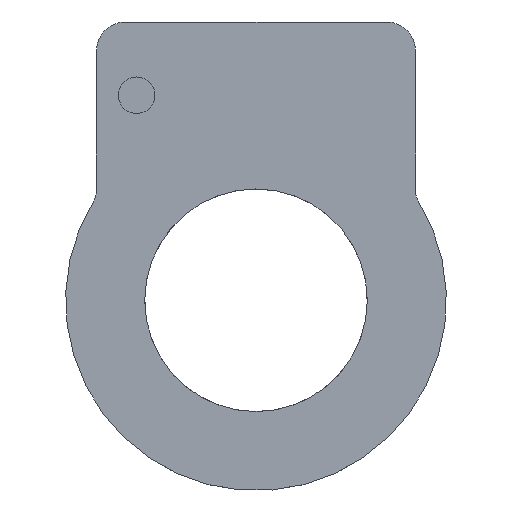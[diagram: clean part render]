
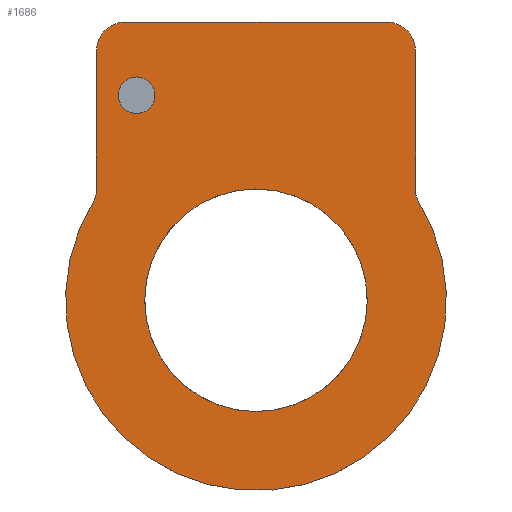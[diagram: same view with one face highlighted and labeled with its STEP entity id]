
A CAD part, front view. The second image highlights one B-rep face of the part: STEP entity #1686.
In plain terms, the highlighted planar face has unit normal (0, -1, 0).
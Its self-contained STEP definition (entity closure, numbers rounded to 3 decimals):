
#36=CARTESIAN_POINT('',(-10.9,0.,17.));
#37=CARTESIAN_POINT('',(-10.9,0.,17.167));
#38=CARTESIAN_POINT('',(-10.861,0.,17.461));
#39=CARTESIAN_POINT('',(-10.689,0.,17.955));
#40=CARTESIAN_POINT('',(-10.342,0.,18.442));
#41=CARTESIAN_POINT('',(-9.855,0.,18.789));
#42=CARTESIAN_POINT('',(-9.361,0.,18.961));
#43=CARTESIAN_POINT('',(-9.067,0.,19.));
#44=CARTESIAN_POINT('',(-8.9,0.,19.));
#46=CARTESIAN_POINT('',(8.9,0.,19.));
#47=CARTESIAN_POINT('',(9.067,0.,19.));
#48=CARTESIAN_POINT('',(9.361,0.,18.961));
#49=CARTESIAN_POINT('',(9.855,0.,18.789));
#50=CARTESIAN_POINT('',(10.342,0.,18.442));
#51=CARTESIAN_POINT('',(10.689,0.,17.955));
#52=CARTESIAN_POINT('',(10.861,0.,17.461));
#53=CARTESIAN_POINT('',(10.9,0.,17.167));
#54=CARTESIAN_POINT('',(10.9,0.,17.));
#56=CARTESIAN_POINT('',(10.9,0.,7.375));
#57=CARTESIAN_POINT('',(10.9,0.,7.313));
#58=CARTESIAN_POINT('',(10.911,0.,7.19));
#59=CARTESIAN_POINT('',(10.962,0.,7.011));
#60=CARTESIAN_POINT('',(11.017,0.,6.901));
#61=CARTESIAN_POINT('',(11.05,0.,6.848));
#63=CARTESIAN_POINT('',(0.,0.,0.));
#64=DIRECTION('',(0.,1.,0.));
#65=DIRECTION('',(0.85,0.,0.527));
#66=AXIS2_PLACEMENT_3D('',#63,#64,#65);
#68=CARTESIAN_POINT('',(-11.05,0.,6.848));
#69=CARTESIAN_POINT('',(-11.017,0.,6.901));
#70=CARTESIAN_POINT('',(-10.962,0.,7.012));
#71=CARTESIAN_POINT('',(-10.911,0.,7.192));
#72=CARTESIAN_POINT('',(-10.9,0.,7.314));
#73=CARTESIAN_POINT('',(-10.9,0.,7.375));
#75=DIRECTION('',(0.,0.,1.));
#76=VECTOR('',#75,9.625);
#77=CARTESIAN_POINT('',(-10.9,0.,7.375));
#78=LINE('',#77,#76);
#79=CARTESIAN_POINT('',(0.,0.,0.));
#80=DIRECTION('',(0.,1.,0.));
#81=DIRECTION('',(1.,0.,0.));
#82=AXIS2_PLACEMENT_3D('',#79,#80,#81);
#84=CARTESIAN_POINT('',(0.,0.,0.));
#85=DIRECTION('',(0.,1.,0.));
#86=DIRECTION('',(-1.,0.,0.));
#87=AXIS2_PLACEMENT_3D('',#84,#85,#86);
#89=CARTESIAN_POINT('',(-8.15,0.,14.));
#90=DIRECTION('',(0.,-1.,0.));
#91=DIRECTION('',(1.,0.,0.));
#92=AXIS2_PLACEMENT_3D('',#89,#90,#91);
#94=CARTESIAN_POINT('',(-8.15,0.,14.));
#95=DIRECTION('',(0.,-1.,0.));
#96=DIRECTION('',(-1.,0.,0.));
#97=AXIS2_PLACEMENT_3D('',#94,#95,#96);
#280=DIRECTION('',(0.,0.,1.));
#281=VECTOR('',#280,9.625);
#282=CARTESIAN_POINT('',(10.9,0.,7.375));
#283=LINE('',#282,#281);
#439=DIRECTION('',(-1.,0.,0.));
#440=VECTOR('',#439,17.8);
#441=CARTESIAN_POINT('',(8.9,0.,19.));
#442=LINE('',#441,#440);
#1338=VERTEX_POINT('',#36);
#1339=VERTEX_POINT('',#44);
#1340=CARTESIAN_POINT('',(8.9,0.,19.));
#1341=VERTEX_POINT('',#1340);
#1342=VERTEX_POINT('',#54);
#1343=CARTESIAN_POINT('',(10.9,0.,
7.375));
#1344=VERTEX_POINT('',#1343);
#1345=VERTEX_POINT('',#61);
#1346=VERTEX_POINT('',#68);
#1347=VERTEX_POINT('',#73);
#1615=CARTESIAN_POINT('',(-6.9,0.,14.));
#1616=CARTESIAN_POINT('',(-9.4,0.,14.));
#1617=VERTEX_POINT('',#1615);
#1618=VERTEX_POINT('',#1616);
#1619=CARTESIAN_POINT('',(7.6,0.,0.));
#1620=CARTESIAN_POINT('',(-7.6,0.,0.));
#1621=VERTEX_POINT('',#1619);
#1622=VERTEX_POINT('',#1620);
#1651=CARTESIAN_POINT('',(0.,0.,0.));
#1652=DIRECTION('',(0.,1.,0.));
#1653=DIRECTION('',(1.,0.,0.));
#1654=AXIS2_PLACEMENT_3D('',#1651,#1652,#1653);
#1655=PLANE('',#1654);
#1657=ORIENTED_EDGE('',*,*,#1656,.T.);
#1659=ORIENTED_EDGE('',*,*,#1658,.F.);
#1661=ORIENTED_EDGE('',*,*,#1660,.T.);
#1663=ORIENTED_EDGE('',*,*,#1662,.F.);
#1665=ORIENTED_EDGE('',*,*,#1664,.T.);
#1667=ORIENTED_EDGE('',*,*,#1666,.T.);
#1669=ORIENTED_EDGE('',*,*,#1668,.T.);
#1671=ORIENTED_EDGE('',*,*,#1670,.T.);
#1672=EDGE_LOOP('',(#1657,#1659,#1661,#1663,#1665,#1667,#1669,#1671));
#1673=FACE_OUTER_BOUND('',#1672,.F.);
#1675=ORIENTED_EDGE('',*,*,#1674,.F.);
#1677=ORIENTED_EDGE('',*,*,#1676,.F.);
#1678=EDGE_LOOP('',(#1675,#1677));
#1679=FACE_BOUND('',#1678,.F.);
#1681=ORIENTED_EDGE('',*,*,#1680,.T.);
#1683=ORIENTED_EDGE('',*,*,#1682,.T.);
#1684=EDGE_LOOP('',(#1681,#1683));
#1685=FACE_BOUND('',#1684,.F.);
#1686=ADVANCED_FACE('',(#1673,#1679,#1685),#1655,.F.);
#45=B_SPLINE_CURVE_WITH_KNOTS('',3,(#36,#37,#38,#39,#40,#41,#42,#43,#44),
.UNSPECIFIED.,.F.,.F.,(4,1,1,1,1,1,4),(0.,0.125,0.25,0.5,0.75,0.875,
1.),.UNSPECIFIED.);
#55=B_SPLINE_CURVE_WITH_KNOTS('',3,(#46,#47,#48,#49,#50,#51,#52,#53,#54),
.UNSPECIFIED.,.F.,.F.,(4,1,1,1,1,1,4),(0.,0.125,0.25,0.5,0.75,0.875,
1.),.UNSPECIFIED.);
#62=B_SPLINE_CURVE_WITH_KNOTS('',3,(#56,#57,#58,#59,#60,#61),.UNSPECIFIED.,.F.,
.F.,(4,1,1,4),(0.,0.333,0.667,1.),.UNSPECIFIED.);
#67=CIRCLE('',#66,13.);
#74=B_SPLINE_CURVE_WITH_KNOTS('',3,(#68,#69,#70,#71,#72,#73),.UNSPECIFIED.,.F.,
.F.,(4,1,1,4),(0.,0.333,0.667,1.),.UNSPECIFIED.);
#83=CIRCLE('',#82,7.6);
#88=CIRCLE('',#87,7.6);
#93=CIRCLE('',#92,1.25);
#98=CIRCLE('',#97,1.25);
#1656=EDGE_CURVE('',#1338,#1339,#45,.T.);
#1658=EDGE_CURVE('',#1341,#1339,#442,.T.);
#1660=EDGE_CURVE('',#1341,#1342,#55,.T.);
#1662=EDGE_CURVE('',#1344,#1342,#283,.T.);
#1664=EDGE_CURVE('',#1344,#1345,#62,.T.);
#1666=EDGE_CURVE('',#1345,#1346,#67,.T.);
#1668=EDGE_CURVE('',#1346,#1347,#74,.T.);
#1670=EDGE_CURVE('',#1347,#1338,#78,.T.);
#1674=EDGE_CURVE('',#1621,#1622,#83,.T.);
#1676=EDGE_CURVE('',#1622,#1621,#88,.T.);
#1680=EDGE_CURVE('',#1617,#1618,#93,.T.);
#1682=EDGE_CURVE('',#1618,#1617,#98,.T.);
